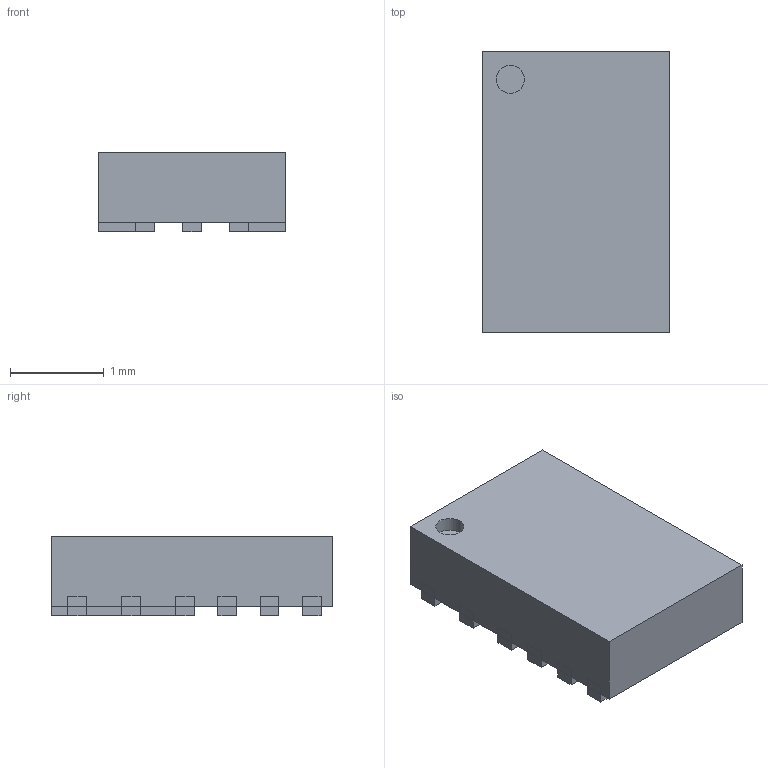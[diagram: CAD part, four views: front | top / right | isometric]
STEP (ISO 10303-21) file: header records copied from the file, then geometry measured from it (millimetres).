
FILE_DESCRIPTION(('FreeCAD Model'),'2;1');
FILE_NAME('Open CASCADE Shape Model','2021-12-01T09:39:57',('Author'),( ''),'Open CASCADE STEP processor 7.4','FreeCAD','Unknown');
FILE_SCHEMA(('AUTOMOTIVE_DESIGN { 1 0 10303 214 1 1 1 1 }'));
Length unit declared in the file: millimetre
Products named in the file (1): Compound
Bounding box: 2 x 3 x 0.85 mm (x, y, z)
Volume: 4.9 mm3; surface area: 29 mm2
Topology: 11 solids, 11 shells, 81 faces, 177 edges, 118 vertices
Faces by surface type: plane 78, cylinder 3
Full cylindrical faces by diameter (mm): 0.3 x2
Entity records: 2843 total; most frequent: CARTESIAN_POINT 377, ORIENTED_EDGE 354, DIRECTION 347, EDGE_CURVE 177, LINE 171, VECTOR 171, VERTEX_POINT 118, PRESENTATION_STYLE_ASSIGNMENT 92
